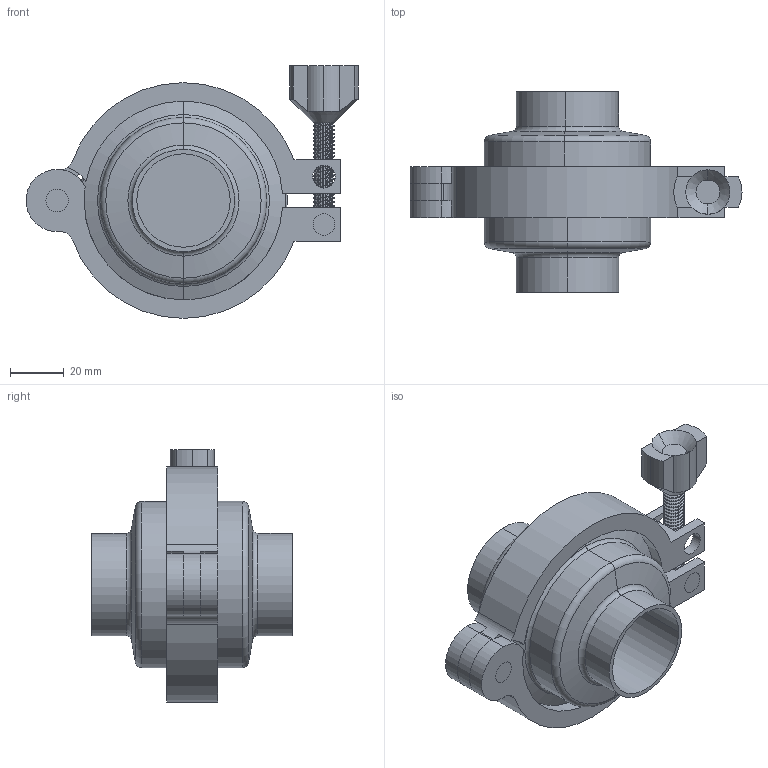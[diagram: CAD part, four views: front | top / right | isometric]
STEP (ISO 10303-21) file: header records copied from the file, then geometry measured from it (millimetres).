
FILE_DESCRIPTION (( 'STEP AP203' ), '1' );
FILE_NAME ('SVC-150-TE.STEP', '2017-06-08T14:17:39', ( '' ), ( '' ), 'SwSTEP 2.0', 'SolidWorks 2014', '' );
FILE_SCHEMA (( 'CONFIG_CONTROL_DESIGN' ));
Length unit declared in the file: inch
Products named in the file (2): SVC-150-TE
Bounding box: 123.67 x 74.73 x 94.13 mm (x, y, z)
Volume: 183147.1 mm3; surface area: 45925.8 mm2
Topology: 2 solids, 2 shells, 318 faces, 774 edges, 470 vertices
Faces by surface type: cylinder 150, cone 112, plane 40, torus 16
Entity records: 12367 total; most frequent: CARTESIAN_POINT 5003, ORIENTED_EDGE 1548, DIRECTION 1458, EDGE_CURVE 774, AXIS2_PLACEMENT_3D 575, VERTEX_POINT 470, EDGE_LOOP 334, ADVANCED_FACE 318
